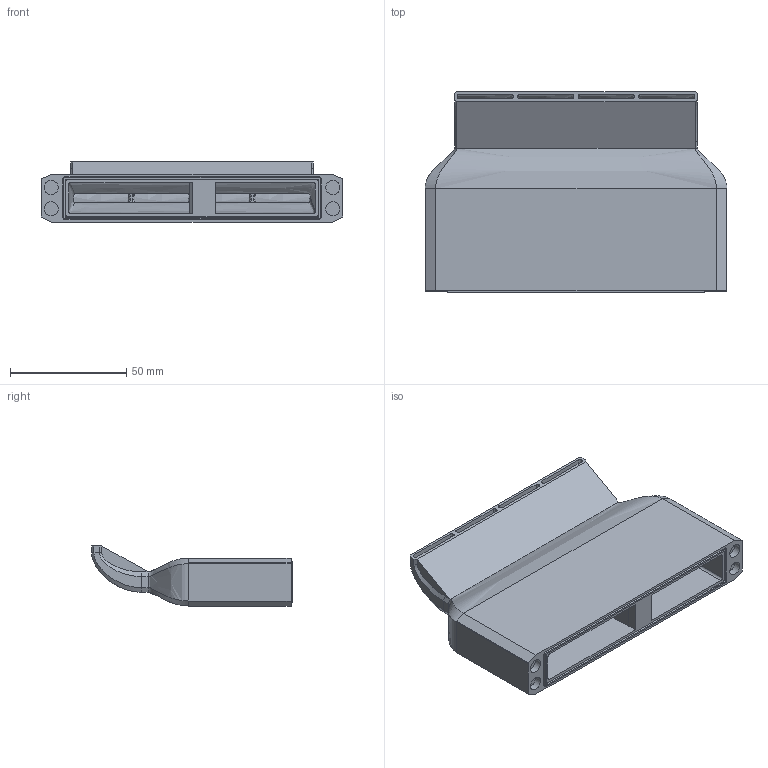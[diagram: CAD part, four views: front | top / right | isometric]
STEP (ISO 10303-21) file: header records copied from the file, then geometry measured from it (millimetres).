
FILE_DESCRIPTION(/* description */ ('STEP AP242','CAx-IF Rec.Pracs.---Representation and Presentation of Product Manufacturing Information (PMI)---4.0---2014-10-13','CAx-IF Rec.Pracs.---3D Tessellated Geometry---0.4---2014-09-14','2;1'),/* implementation_level */ '2;1');
FILE_NAME(/* name */ '6604165aa3d99d107b4ab092',/* time_stamp */ '2024-03-27T12:51:39Z',/* author */ (''),/* organization */ (''),/* preprocessor_version */ 'ST-DEVELOPER v19.4',/* originating_system */ ' ',/* authorisation */ ' ');
FILE_SCHEMA (('AP242_MANAGED_MODEL_BASED_3D_ENGINEERING_MIM_LF { 1 0 10303 442 1 1 4 }'));
Length unit declared in the file: metre
Products named in the file (2): Seal; Adapter
Bounding box: 130 x 86.45 x 25.86 mm (x, y, z)
Volume: 94530.5 mm3; surface area: 50448.8 mm2
Topology: 2 solids, 2 shells, 185 faces, 482 edges, 303 vertices
Faces by surface type: plane 95, bspline 49, cylinder 41
Full cylindrical faces by diameter (mm): 6.1 x4
Entity records: 7592 total; most frequent: CARTESIAN_POINT 3320, ORIENTED_EDGE 948, DIRECTION 745, EDGE_CURVE 474, LINE 305, VECTOR 305, VERTEX_POINT 303, AXIS2_PLACEMENT_3D 220
